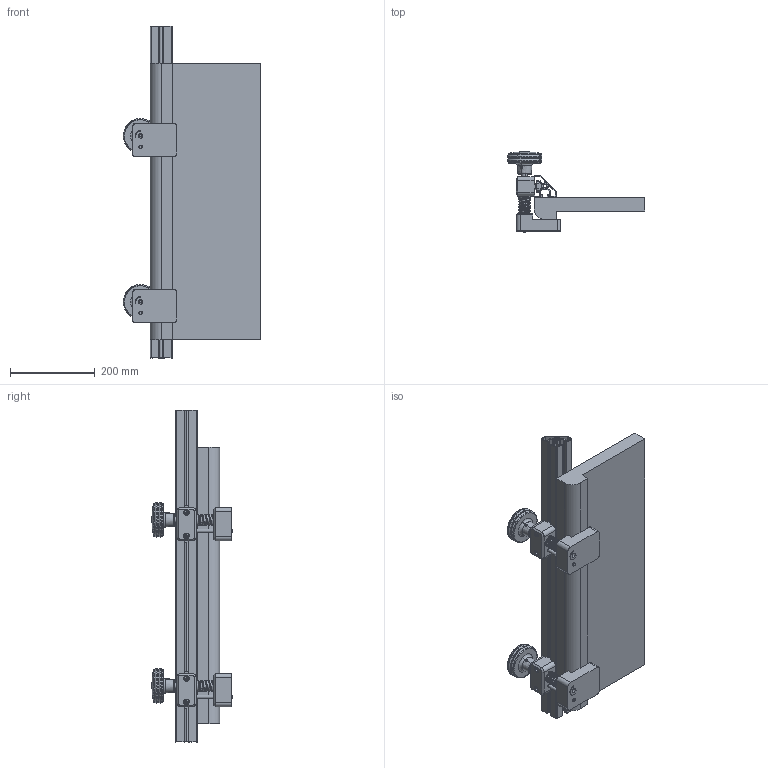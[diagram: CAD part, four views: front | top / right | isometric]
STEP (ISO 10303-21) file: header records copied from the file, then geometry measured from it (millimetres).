
FILE_DESCRIPTION(('FreeCAD Model'),'2;1');
FILE_NAME('Open CASCADE Shape Model','2025-05-07T23:59:17',('FreeCAD'),( 'FreeCAD'),'Open CASCADE STEP processor 7.6','FreeCAD','Unknown');
FILE_SCHEMA(('AUTOMOTIVE_DESIGN { 1 0 10303 214 1 1 1 1 }'));
Products named in the file (1): Open CASCADE STEP translator 7.6 1
Bounding box: 323.86 x 188.85 x 782.8 mm (x, y, z)
Volume: 7715948.5 mm3; surface area: 1100611.2 mm2
Topology: 28 solids, 28 shells, 804 faces, 2090 edges, 1344 vertices
Faces by surface type: bspline 804
Entity records: 61883 total; most frequent: CARTESIAN_POINT 50245, ORIENTED_EDGE 4180, EDGE_CURVE 2090, VERTEX_POINT 1344, B_SPLINE_CURVE_WITH_KNOTS 1172, FACE_BOUND 862, EDGE_LOOP 862, ADVANCED_FACE 804
